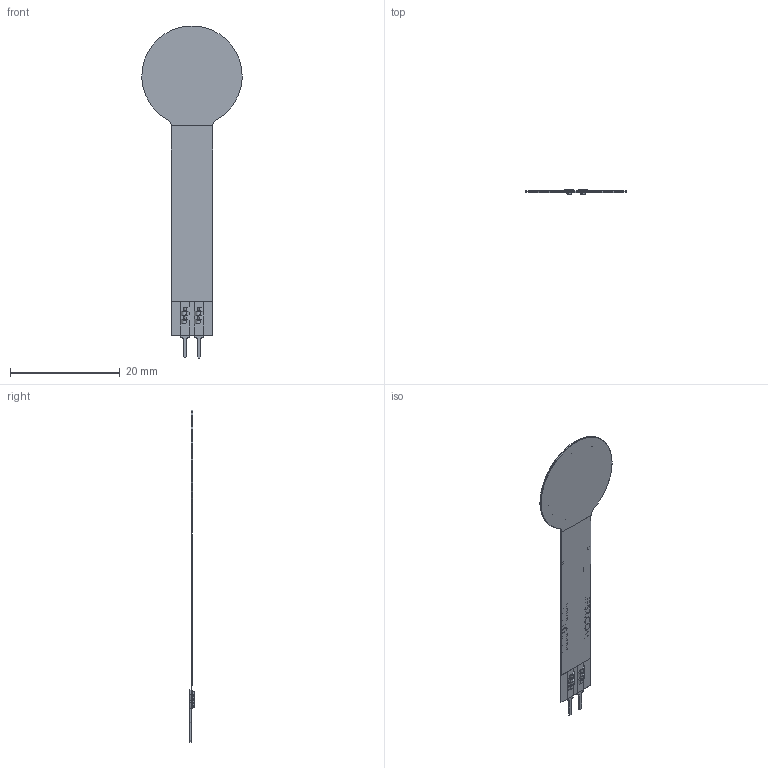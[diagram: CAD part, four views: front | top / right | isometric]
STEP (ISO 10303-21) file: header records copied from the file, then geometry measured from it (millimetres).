
FILE_DESCRIPTION (( 'STEP AP214' ), '1' );
FILE_NAME ('30-81794-FSR 402.STEP', '2011-09-09T22:43:31', ( ' ' ), ( '' ), 'SwSTEP 2.0', 'SolidWorks 2008', '' );
FILE_SCHEMA (( 'AUTOMOTIVE_DESIGN' ));
Length unit declared in the file: millimetre
Products named in the file (9): 30-81794-Cond-Substrate; 30-81794-Conductor; 30-81794-Gusset; SolderTab; 30-81794-Rear Adhesive; 30-81794-FSR 402; 30-81794-Spacer; 30-81794-Semi; 30-81794-Semi Substrate
Assembly tree (9 placements, depth 2):
  30-81794-FSR 402
    30-81794-Semi Substrate
    30-81794-Conductor
    30-81794-Gusset
    30-81794-Semi
    30-81794-Rear Adhesive
    30-81794-Spacer
    SolderTab  x2
    30-81794-Cond-Substrate
Bounding box: 18.27 x 0.85 x 60.49 mm (x, y, z)
Volume: 139 mm3; surface area: 3922.9 mm2
Topology: 31 solids, 31 shells, 550 faces, 1336 edges, 848 vertices
Faces by surface type: plane 366, cylinder 102, bspline 82
Entity records: 17112 total; most frequent: CARTESIAN_POINT 6248, ORIENTED_EDGE 2230, DIRECTION 1849, EDGE_CURVE 1115, VECTOR 835, LINE 835, VERTEX_POINT 722, AXIS2_PLACEMENT_3D 507
